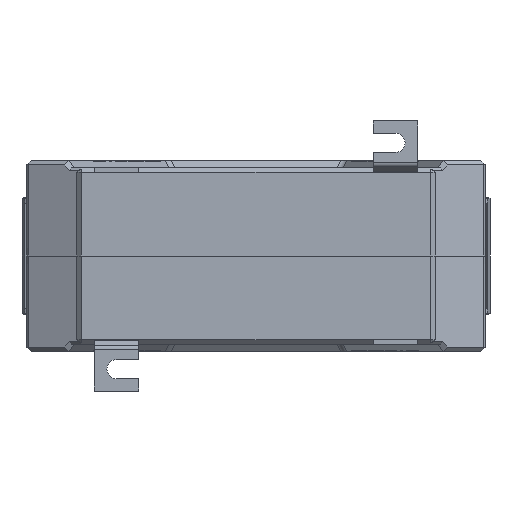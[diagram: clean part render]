
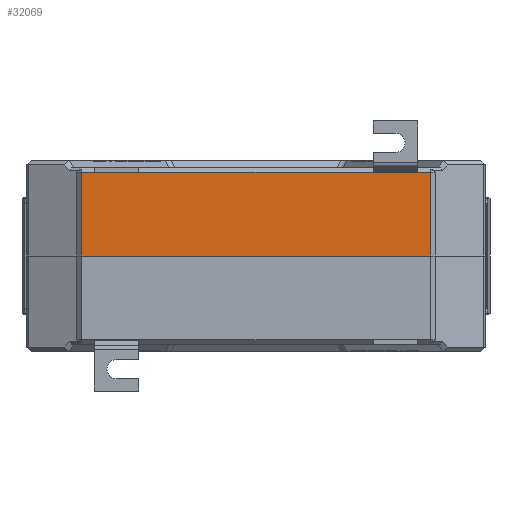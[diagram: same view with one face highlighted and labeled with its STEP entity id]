
A CAD part, front view. The second image highlights one B-rep face of the part: STEP entity #32069.
In plain terms, the highlighted planar face has unit normal (0, -1, 0).
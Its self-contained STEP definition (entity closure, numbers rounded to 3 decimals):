
#149 = FACE_OUTER_BOUND ( 'NONE', #42196, .T. ) ;
#8302 = LINE ( 'NONE', #10485, #8303 ) ;
#8303 = VECTOR ( 'NONE', #10486, 1000. ) ;
#10085 = PLANE ( 'NONE',  #18707 ) ;
#10092 = CARTESIAN_POINT ( 'NONE',  ( 61., 0., 32.5 ) ) ;
#10105 = DIRECTION ( 'NONE',  ( 0., 1., 0. ) ) ;
#10107 = DIRECTION ( 'NONE',  ( 0., 0., 1. ) ) ;
#10485 = CARTESIAN_POINT ( 'NONE',  ( 61., 0., 0. ) ) ;
#10486 = DIRECTION ( 'NONE',  ( 1., 0., 0. ) ) ;
#16241 = CARTESIAN_POINT ( 'NONE',  ( -59.5, 0., 0. ) ) ;
#18112 = VERTEX_POINT ( 'NONE', #26124 ) ;
#18127 = VERTEX_POINT ( 'NONE', #26139 ) ;
#18174 = VERTEX_POINT ( 'NONE', #26187 ) ;
#18189 = VERTEX_POINT ( 'NONE', #26202 ) ;
#18378 = VERTEX_POINT ( 'NONE', #26391 ) ;
#18381 = VERTEX_POINT ( 'NONE', #26394 ) ;
#18565 = VERTEX_POINT ( 'NONE', #26715 ) ;
#18576 = VERTEX_POINT ( 'NONE', #26737 ) ;
#18707 = AXIS2_PLACEMENT_3D ( 'NONE', #10092, #10105, #10107 ) ;
#22161 = EDGE_CURVE ( 'NONE', #40911, #18189, #39086, .T. ) ;
#22168 = EDGE_CURVE ( 'NONE', #18112, #18565, #39100, .T. ) ;
#22169 = EDGE_CURVE ( 'NONE', #18127, #41078, #39073, .T. ) ;
#22170 = EDGE_CURVE ( 'NONE', #18174, #18189, #39104, .T. ) ;
#22171 = EDGE_CURVE ( 'NONE', #40902, #18174, #39106, .T. ) ;
#22172 = EDGE_CURVE ( 'NONE', #40911, #18127, #39108, .T. ) ;
#22173 = EDGE_CURVE ( 'NONE', #40917, #18378, #39110, .T. ) ;
#22174 = EDGE_CURVE ( 'NONE', #18576, #18565, #39112, .T. ) ;
#22175 = EDGE_CURVE ( 'NONE', #18378, #18112, #39091, .T. ) ;
#22176 = EDGE_CURVE ( 'NONE', #18381, #18576, #39116, .T. ) ;
#22177 = EDGE_CURVE ( 'NONE', #18381, #40902, #39118, .T. ) ;
#26124 = CARTESIAN_POINT ( 'NONE',  ( 55., 0., 28.5 ) ) ;
#26139 = CARTESIAN_POINT ( 'NONE',  ( -59.5, 0., 28.5 ) ) ;
#26187 = CARTESIAN_POINT ( 'NONE',  ( -40., 0., 28.4 ) ) ;
#26202 = CARTESIAN_POINT ( 'NONE',  ( -55., 0., 28.4 ) ) ;
#26391 = CARTESIAN_POINT ( 'NONE',  ( 59.5, 0., 28.5 ) ) ;
#26394 = CARTESIAN_POINT ( 'NONE',  ( 40., 0., 28.5 ) ) ;
#26715 = CARTESIAN_POINT ( 'NONE',  ( 55., 0., 28.4 ) ) ;
#26737 = CARTESIAN_POINT ( 'NONE',  ( 40., 0., 28.4 ) ) ;
#26994 = CARTESIAN_POINT ( 'NONE',  ( -55., 0., 30. ) ) ;
#26995 = DIRECTION ( 'NONE',  ( 0., 0., -1. ) ) ;
#27002 = CARTESIAN_POINT ( 'NONE',  ( -59.5, 0., 32.5 ) ) ;
#27008 = CARTESIAN_POINT ( 'NONE',  ( 55., 0., 30. ) ) ;
#27009 = DIRECTION ( 'NONE',  ( 0., 0., -1. ) ) ;
#27010 = CARTESIAN_POINT ( 'NONE',  ( -61., 0., 28.5 ) ) ;
#27011 = DIRECTION ( 'NONE',  ( 0., 0., -1. ) ) ;
#27012 = CARTESIAN_POINT ( 'NONE',  ( -40., 0., 28.4 ) ) ;
#27013 = DIRECTION ( 'NONE',  ( -1., 0., 0. ) ) ;
#27014 = CARTESIAN_POINT ( 'NONE',  ( -40., 0., 30. ) ) ;
#27015 = DIRECTION ( 'NONE',  ( 0., 0., -1. ) ) ;
#27016 = CARTESIAN_POINT ( 'NONE',  ( -61., 0., 28.5 ) ) ;
#27017 = DIRECTION ( 'NONE',  ( -1., 0., 0. ) ) ;
#27018 = CARTESIAN_POINT ( 'NONE',  ( 59.5, 0., 32.5 ) ) ;
#27019 = DIRECTION ( 'NONE',  ( 0., 0., 1. ) ) ;
#27020 = CARTESIAN_POINT ( 'NONE',  ( 40., 0., 28.4 ) ) ;
#27021 = DIRECTION ( 'NONE',  ( 1., 0., 0. ) ) ;
#27023 = DIRECTION ( 'NONE',  ( -1., 0., 0. ) ) ;
#27024 = CARTESIAN_POINT ( 'NONE',  ( 40., 0., 30. ) ) ;
#27025 = DIRECTION ( 'NONE',  ( 0., 0., -1. ) ) ;
#27026 = CARTESIAN_POINT ( 'NONE',  ( -61., 0., 28.5 ) ) ;
#27027 = DIRECTION ( 'NONE',  ( -1., 0., 0. ) ) ;
#32069 = ADVANCED_FACE ( 'NONE', ( #149 ), #10085, .F. ) ;
#32530 = EDGE_CURVE ( 'NONE', #41078, #40917, #8302, .T. ) ;
#36190 = ORIENTED_EDGE ( 'NONE', *, *, #22173, .T. ) ;
#36544 = ORIENTED_EDGE ( 'NONE', *, *, #22168, .T. ) ;
#36548 = ORIENTED_EDGE ( 'NONE', *, *, #22170, .T. ) ;
#36575 = ORIENTED_EDGE ( 'NONE', *, *, #22161, .F. ) ;
#36576 = ORIENTED_EDGE ( 'NONE', *, *, #22171, .T. ) ;
#36586 = ORIENTED_EDGE ( 'NONE', *, *, #22172, .T. ) ;
#36622 = ORIENTED_EDGE ( 'NONE', *, *, #32530, .T. ) ;
#36625 = ORIENTED_EDGE ( 'NONE', *, *, #22169, .T. ) ;
#36636 = ORIENTED_EDGE ( 'NONE', *, *, #22175, .T. ) ;
#36663 = ORIENTED_EDGE ( 'NONE', *, *, #22176, .F. ) ;
#36677 = ORIENTED_EDGE ( 'NONE', *, *, #22174, .F. ) ;
#36678 = ORIENTED_EDGE ( 'NONE', *, *, #22177, .T. ) ;
#39073 = LINE ( 'NONE', #27002, #39102 ) ;
#39086 = LINE ( 'NONE', #26994, #39087 ) ;
#39087 = VECTOR ( 'NONE', #26995, 1000. ) ;
#39091 = LINE ( 'NONE', #27010, #39114 ) ;
#39100 = LINE ( 'NONE', #27008, #39101 ) ;
#39101 = VECTOR ( 'NONE', #27009, 1000. ) ;
#39102 = VECTOR ( 'NONE', #27011, 1000. ) ;
#39104 = LINE ( 'NONE', #27012, #39105 ) ;
#39105 = VECTOR ( 'NONE', #27013, 1000. ) ;
#39106 = LINE ( 'NONE', #27014, #39107 ) ;
#39107 = VECTOR ( 'NONE', #27015, 1000. ) ;
#39108 = LINE ( 'NONE', #27016, #39109 ) ;
#39109 = VECTOR ( 'NONE', #27017, 1000. ) ;
#39110 = LINE ( 'NONE', #27018, #39111 ) ;
#39111 = VECTOR ( 'NONE', #27019, 1000. ) ;
#39112 = LINE ( 'NONE', #27020, #39113 ) ;
#39113 = VECTOR ( 'NONE', #27021, 1000. ) ;
#39114 = VECTOR ( 'NONE', #27023, 1000. ) ;
#39116 = LINE ( 'NONE', #27024, #39117 ) ;
#39117 = VECTOR ( 'NONE', #27025, 1000. ) ;
#39118 = LINE ( 'NONE', #27026, #39119 ) ;
#39119 = VECTOR ( 'NONE', #27027, 1000. ) ;
#40104 = CARTESIAN_POINT ( 'NONE',  ( -40., 0., 28.5 ) ) ;
#40113 = CARTESIAN_POINT ( 'NONE',  ( -55., 0., 28.5 ) ) ;
#40119 = CARTESIAN_POINT ( 'NONE',  ( 59.5, 0., 0. ) ) ;
#40902 = VERTEX_POINT ( 'NONE', #40104 ) ;
#40911 = VERTEX_POINT ( 'NONE', #40113 ) ;
#40917 = VERTEX_POINT ( 'NONE', #40119 ) ;
#41078 = VERTEX_POINT ( 'NONE', #16241 ) ;
#42196 = EDGE_LOOP ( 'NONE', ( #36576, #36548, #36575, #36586, #36625, #36622, #36190, #36636, #36544, #36677, #36663, #36678 ) ) ;
